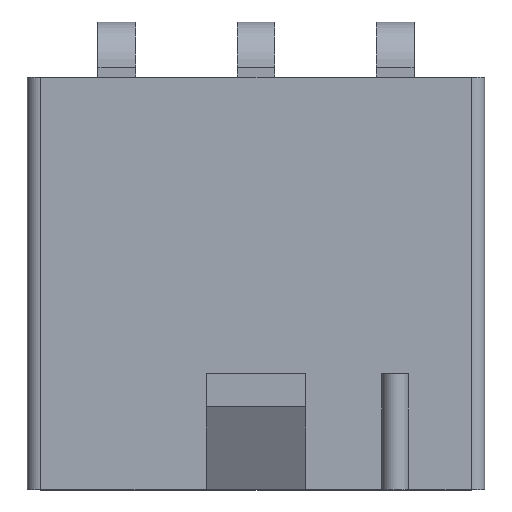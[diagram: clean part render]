
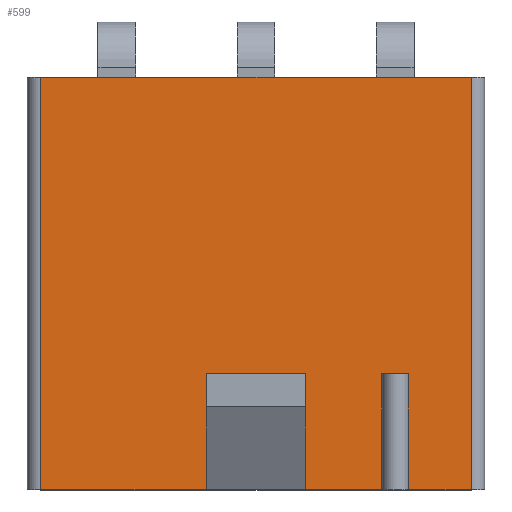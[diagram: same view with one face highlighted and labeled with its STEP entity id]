
A CAD part, top view. The second image highlights one B-rep face of the part: STEP entity #599.
In plain terms, the highlighted planar face has unit normal (0, 0, 1).
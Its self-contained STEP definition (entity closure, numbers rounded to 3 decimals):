
#599=ADVANCED_FACE('',(#1388),#1389,.T.);
#1388=FACE_OUTER_BOUND('',#2345,.T.);
#1389=PLANE('',#2346);
#2345=EDGE_LOOP('',(#4238,#4239,#4240,#4241,#4242,#4243,#4244,#4245,#4246,#4247,#4248,#4249));
#2346=AXIS2_PLACEMENT_3D('',#4250,#4251,#4252);
#4238=ORIENTED_EDGE('',*,*,#6269,.T.);
#4239=ORIENTED_EDGE('',*,*,#6359,.T.);
#4240=ORIENTED_EDGE('',*,*,#6360,.T.);
#4241=ORIENTED_EDGE('',*,*,#6361,.F.);
#4242=ORIENTED_EDGE('',*,*,#6267,.T.);
#4243=ORIENTED_EDGE('',*,*,#6362,.F.);
#4244=ORIENTED_EDGE('',*,*,#6363,.T.);
#4245=ORIENTED_EDGE('',*,*,#6364,.T.);
#4246=ORIENTED_EDGE('',*,*,#6265,.T.);
#4247=ORIENTED_EDGE('',*,*,#6365,.T.);
#4248=ORIENTED_EDGE('',*,*,#6182,.T.);
#4249=ORIENTED_EDGE('',*,*,#6357,.T.);
#4250=CARTESIAN_POINT('',(0.0,0.0,5.4));
#4251=DIRECTION('',(0.0,0.0,1.0));
#4252=DIRECTION('',(1.0,0.0,0.0));
#6182=EDGE_CURVE('',#7541,#7539,#7542,.T.);
#6265=EDGE_CURVE('',#7701,#7699,#7702,.T.);
#6267=EDGE_CURVE('',#7705,#7703,#7706,.T.);
#6269=EDGE_CURVE('',#7709,#7707,#7710,.T.);
#6357=EDGE_CURVE('',#7539,#7709,#7839,.T.);
#6359=EDGE_CURVE('',#7707,#7841,#7842,.T.);
#6360=EDGE_CURVE('',#7841,#7843,#7844,.T.);
#6361=EDGE_CURVE('',#7705,#7843,#7845,.T.);
#6362=EDGE_CURVE('',#7846,#7703,#7847,.T.);
#6363=EDGE_CURVE('',#7846,#7848,#7849,.T.);
#6364=EDGE_CURVE('',#7848,#7701,#7850,.T.);
#6365=EDGE_CURVE('',#7699,#7541,#7851,.T.);
#7539=VERTEX_POINT('',#9525);
#7541=VERTEX_POINT('',#9527);
#7542=LINE('',#9528,#9529);
#7699=VERTEX_POINT('',#9762);
#7701=VERTEX_POINT('',#9764);
#7702=LINE('',#9765,#9766);
#7703=VERTEX_POINT('',#9767);
#7705=VERTEX_POINT('',#9769);
#7706=LINE('',#9770,#9771);
#7707=VERTEX_POINT('',#9772);
#7709=VERTEX_POINT('',#9775);
#7710=LINE('',#9776,#9777);
#7839=LINE('',#9982,#9983);
#7841=VERTEX_POINT('',#9985);
#7842=LINE('',#9986,#9987);
#7843=VERTEX_POINT('',#9988);
#7844=LINE('',#9989,#9990);
#7845=LINE('',#9991,#9992);
#7846=VERTEX_POINT('',#9993);
#7847=LINE('',#9994,#9995);
#7848=VERTEX_POINT('',#9996);
#7849=LINE('',#9997,#9998);
#7850=LINE('',#9999,#10000);
#7851=LINE('',#10001,#10002);
#9525=CARTESIAN_POINT('',(-6.5,6.225,5.4));
#9527=CARTESIAN_POINT('',(6.5,6.225,5.4));
#9528=CARTESIAN_POINT('',(6.5,6.225,5.4));
#9529=VECTOR('',#11365,1.0);
#9762=CARTESIAN_POINT('',(6.5,-6.225,5.4));
#9764=CARTESIAN_POINT('',(4.6,-6.225,5.4));
#9765=CARTESIAN_POINT('',(4.6,-6.225,5.4));
#9766=VECTOR('',#11454,1.0);
#9767=CARTESIAN_POINT('',(3.8,-6.225,5.4));
#9769=CARTESIAN_POINT('',(1.5,-6.225,5.4));
#9770=CARTESIAN_POINT('',(1.5,-6.225,5.4));
#9771=VECTOR('',#11458,1.0);
#9772=CARTESIAN_POINT('',(-1.5,-6.225,5.4));
#9775=CARTESIAN_POINT('',(-6.5,-6.225,5.4));
#9776=CARTESIAN_POINT('',(-6.5,-6.225,5.4));
#9777=VECTOR('',#11460,1.0);
#9982=CARTESIAN_POINT('',(-6.5,6.225,5.4));
#9983=VECTOR('',#11542,1.0);
#9985=CARTESIAN_POINT('',(-1.5,-2.725,5.4));
#9986=CARTESIAN_POINT('',(-1.5,-6.225,5.4));
#9987=VECTOR('',#11543,1.0);
#9988=CARTESIAN_POINT('',(1.5,-2.725,5.4));
#9989=CARTESIAN_POINT('',(-1.5,-2.725,5.4));
#9990=VECTOR('',#11544,1.0);
#9991=CARTESIAN_POINT('',(1.5,-6.225,5.4));
#9992=VECTOR('',#11545,1.0);
#9993=CARTESIAN_POINT('',(3.8,-2.725,5.4));
#9994=CARTESIAN_POINT('',(3.8,-2.725,5.4));
#9995=VECTOR('',#11546,1.0);
#9996=CARTESIAN_POINT('',(4.6,-2.725,5.4));
#9997=CARTESIAN_POINT('',(3.8,-2.725,5.4));
#9998=VECTOR('',#11547,1.0);
#9999=CARTESIAN_POINT('',(4.6,-2.725,5.4));
#10000=VECTOR('',#11548,1.0);
#10001=CARTESIAN_POINT('',(6.5,-6.225,5.4));
#10002=VECTOR('',#11549,1.0);
#11365=DIRECTION('',(-1.0,0.0,0.0));
#11454=DIRECTION('',(1.0,0.0,0.0));
#11458=DIRECTION('',(1.0,0.0,0.0));
#11460=DIRECTION('',(1.0,0.0,0.0));
#11542=DIRECTION('',(0.0,-1.0,0.0));
#11543=DIRECTION('',(0.0,1.0,0.0));
#11544=DIRECTION('',(1.0,0.0,0.0));
#11545=DIRECTION('',(0.0,1.0,0.0));
#11546=DIRECTION('',(0.0,-1.0,0.0));
#11547=DIRECTION('',(1.0,0.0,0.0));
#11548=DIRECTION('',(0.0,-1.0,0.0));
#11549=DIRECTION('',(0.0,1.0,0.0));
